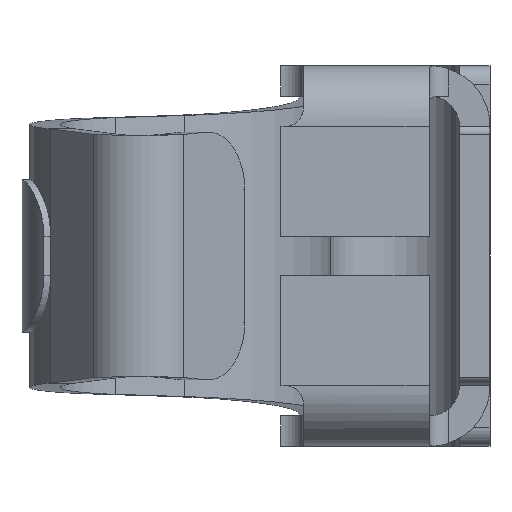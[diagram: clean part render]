
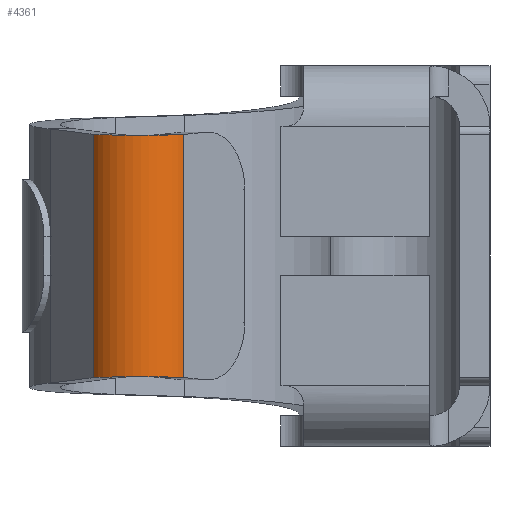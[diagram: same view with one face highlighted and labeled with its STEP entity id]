
A CAD part, left-side view. The second image highlights one B-rep face of the part: STEP entity #4361.
In plain terms, the highlighted cylindrical face has radius 0.15 mm (diameter 0.3 mm), a partial arc.
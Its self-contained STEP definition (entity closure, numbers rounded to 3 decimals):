
#1345=CARTESIAN_POINT('',(0.256,0.805,
-0.319));
#1346=CARTESIAN_POINT('',(0.248,0.812,
-0.319));
#1347=CARTESIAN_POINT('',(0.232,0.829,
-0.318));
#1348=CARTESIAN_POINT('',(0.214,0.859,
-0.318));
#1349=CARTESIAN_POINT('',(0.204,0.892,
-0.317));
#1350=CARTESIAN_POINT('',(0.202,0.927,
-0.317));
#1351=CARTESIAN_POINT('',(0.207,0.961,
-0.317));
#1352=CARTESIAN_POINT('',(0.22,0.993,
-0.318));
#1353=CARTESIAN_POINT('',(0.24,1.021,
-0.319));
#1354=CARTESIAN_POINT('',(0.257,1.036,
-0.319));
#1355=CARTESIAN_POINT('',(0.267,1.043,
-0.32));
#1360=DIRECTION('',(0.,0.,-1.));
#1361=VECTOR('',#1360,0.639);
#1362=CARTESIAN_POINT('',(0.267,1.043,
0.32));
#1363=LINE('',#1362,#1361);
#1367=CARTESIAN_POINT('',(0.256,0.805,
0.319));
#1368=CARTESIAN_POINT('',(0.248,0.812,
0.319));
#1369=CARTESIAN_POINT('',(0.232,0.829,
0.318));
#1370=CARTESIAN_POINT('',(0.214,0.859,
0.318));
#1371=CARTESIAN_POINT('',(0.204,0.892,
0.317));
#1372=CARTESIAN_POINT('',(0.202,0.927,
0.317));
#1373=CARTESIAN_POINT('',(0.207,0.961,
0.317));
#1374=CARTESIAN_POINT('',(0.22,0.993,
0.318));
#1375=CARTESIAN_POINT('',(0.24,1.021,
0.319));
#1376=CARTESIAN_POINT('',(0.257,1.036,
0.319));
#1377=CARTESIAN_POINT('',(0.267,1.043,
0.32));
#1405=DIRECTION('',(0.,0.,-1.));
#1406=VECTOR('',#1405,0.639);
#1407=CARTESIAN_POINT('',(0.256,0.805,
0.319));
#1408=LINE('',#1407,#1406);
#2450=CARTESIAN_POINT('',(0.267,1.043,
-0.32));
#2451=VERTEX_POINT('',#2450);
#2452=CARTESIAN_POINT('',(0.267,1.043,
0.32));
#2453=VERTEX_POINT('',#2452);
#2454=VERTEX_POINT('',#1345);
#2455=VERTEX_POINT('',#1367);
#4349=CARTESIAN_POINT('',(0.353,0.92,0.5));
#4350=DIRECTION('',(0.,0.,-1.));
#4351=DIRECTION('',(1.,0.,0.));
#4352=AXIS2_PLACEMENT_3D('',#4349,#4350,#4351);
#4353=CYLINDRICAL_SURFACE('',#4352,0.15);
#4354=ORIENTED_EDGE('',*,*,#4330,.T.);
#4355=ORIENTED_EDGE('',*,*,#4083,.F.);
#4356=ORIENTED_EDGE('',*,*,#4207,.F.);
#4358=ORIENTED_EDGE('',*,*,#4357,.T.);
#4359=EDGE_LOOP('',(#4354,#4355,#4356,#4358));
#4360=FACE_OUTER_BOUND('',#4359,.F.);
#4361=ADVANCED_FACE('',(#4360),#4353,.T.);
#1356=B_SPLINE_CURVE_WITH_KNOTS('',3,(#1345,#1346,#1347,#1348,#1349,#1350,#1351,
#1352,#1353,#1354,#1355),.UNSPECIFIED.,.F.,.F.,(4,1,1,1,1,1,1,1,4),(0.,
0.125,0.25,0.375,0.5,0.625,0.75,0.875,1.),.UNSPECIFIED.);
#1378=B_SPLINE_CURVE_WITH_KNOTS('',3,(#1367,#1368,#1369,#1370,#1371,#1372,#1373,
#1374,#1375,#1376,#1377),.UNSPECIFIED.,.F.,.F.,(4,1,1,1,1,1,1,1,4),(0.,
0.125,0.25,0.375,0.5,0.625,0.75,0.875,1.),.UNSPECIFIED.);
#4083=EDGE_CURVE('',#2453,#2451,#1363,.T.);
#4207=EDGE_CURVE('',#2455,#2453,#1378,.T.);
#4330=EDGE_CURVE('',#2454,#2451,#1356,.T.);
#4357=EDGE_CURVE('',#2455,#2454,#1408,.T.);
